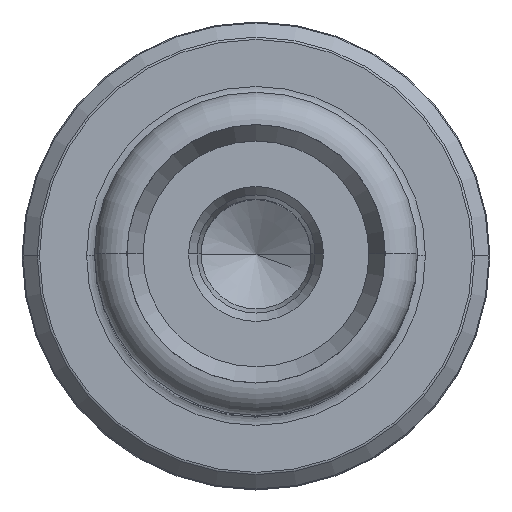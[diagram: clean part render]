
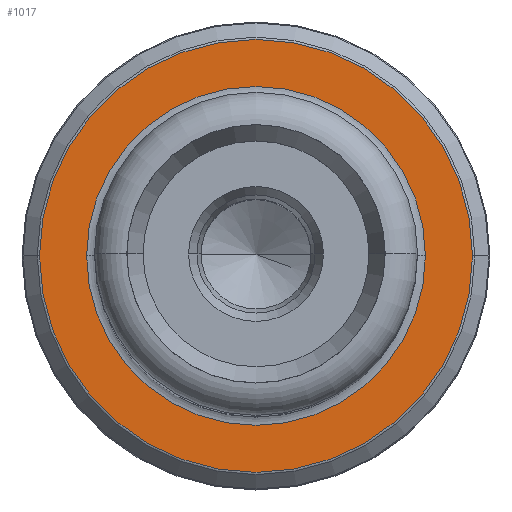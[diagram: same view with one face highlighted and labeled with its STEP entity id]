
A CAD part, top view. The second image highlights one B-rep face of the part: STEP entity #1017.
In plain terms, the highlighted planar face has unit normal (0, 0, 1).
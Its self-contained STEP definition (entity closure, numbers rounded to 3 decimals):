
#81 = PLANE ( 'NONE',  #2391 ) ;
#137 = DIRECTION ( 'NONE',  ( 0., 0., -1. ) ) ;
#338 = AXIS2_PLACEMENT_3D ( 'NONE', #2380, #831, #3588 ) ;
#348 = DIRECTION ( 'NONE',  ( 0., 0., -1. ) ) ;
#362 = EDGE_CURVE ( 'NONE', #1855, #577, #3614, .T. ) ;
#577 = VERTEX_POINT ( 'NONE', #1719 ) ;
#605 = EDGE_LOOP ( 'NONE', ( #2358, #1145 ) ) ;
#654 = CIRCLE ( 'NONE', #714, 13.417 ) ;
#714 = AXIS2_PLACEMENT_3D ( 'NONE', #2681, #1534, #1458 ) ;
#727 = EDGE_CURVE ( 'NONE', #577, #1855, #3319, .T. ) ;
#728 = EDGE_LOOP ( 'NONE', ( #1450, #1712 ) ) ;
#750 = DIRECTION ( 'NONE',  ( -1., 0., 0. ) ) ;
#831 = DIRECTION ( 'NONE',  ( 0., 0., 1. ) ) ;
#879 = EDGE_CURVE ( 'NONE', #1822, #3556, #2415, .T. ) ;
#904 = CARTESIAN_POINT ( 'NONE',  ( 13.417, 0., 20. ) ) ;
#1010 = DIRECTION ( 'NONE',  ( 1., 0., 0. ) ) ;
#1017 = ADVANCED_FACE ( 'NONE', ( #2147, #1906 ), #81, .T. ) ;
#1145 = ORIENTED_EDGE ( 'NONE', *, *, #2059, .T. ) ;
#1306 = CARTESIAN_POINT ( 'NONE',  ( 0., 0., 20. ) ) ;
#1450 = ORIENTED_EDGE ( 'NONE', *, *, #362, .T. ) ;
#1458 = DIRECTION ( 'NONE',  ( 1., 0., 0. ) ) ;
#1534 = DIRECTION ( 'NONE',  ( 0., 0., 1. ) ) ;
#1537 = CARTESIAN_POINT ( 'NONE',  ( 0., 0., 20. ) ) ;
#1558 = DIRECTION ( 'NONE',  ( -1., 0., 0. ) ) ;
#1683 = CARTESIAN_POINT ( 'NONE',  ( 0., 0., 20. ) ) ;
#1712 = ORIENTED_EDGE ( 'NONE', *, *, #727, .T. ) ;
#1719 = CARTESIAN_POINT ( 'NONE',  ( 10.5, 0., 20. ) ) ;
#1822 = VERTEX_POINT ( 'NONE', #904 ) ;
#1855 = VERTEX_POINT ( 'NONE', #2877 ) ;
#1886 = DIRECTION ( 'NONE',  ( 0., 0., 1. ) ) ;
#1906 = FACE_OUTER_BOUND ( 'NONE', #605, .T. ) ;
#2059 = EDGE_CURVE ( 'NONE', #3556, #1822, #654, .T. ) ;
#2147 = FACE_BOUND ( 'NONE', #728, .T. ) ;
#2358 = ORIENTED_EDGE ( 'NONE', *, *, #879, .T. ) ;
#2380 = CARTESIAN_POINT ( 'NONE',  ( 0., 0., 20. ) ) ;
#2391 = AXIS2_PLACEMENT_3D ( 'NONE', #1306, #1886, #1010 ) ;
#2415 = CIRCLE ( 'NONE', #338, 13.417 ) ;
#2542 = AXIS2_PLACEMENT_3D ( 'NONE', #1537, #348, #1558 ) ;
#2681 = CARTESIAN_POINT ( 'NONE',  ( 0., 0., 20. ) ) ;
#2827 = AXIS2_PLACEMENT_3D ( 'NONE', #1683, #137, #750 ) ;
#2877 = CARTESIAN_POINT ( 'NONE',  ( -10.5, 0., 20. ) ) ;
#3208 = CARTESIAN_POINT ( 'NONE',  ( -13.417, 0., 20. ) ) ;
#3319 = CIRCLE ( 'NONE', #2827, 10.5 ) ;
#3556 = VERTEX_POINT ( 'NONE', #3208 ) ;
#3588 = DIRECTION ( 'NONE',  ( 1., 0., 0. ) ) ;
#3614 = CIRCLE ( 'NONE', #2542, 10.5 ) ;
